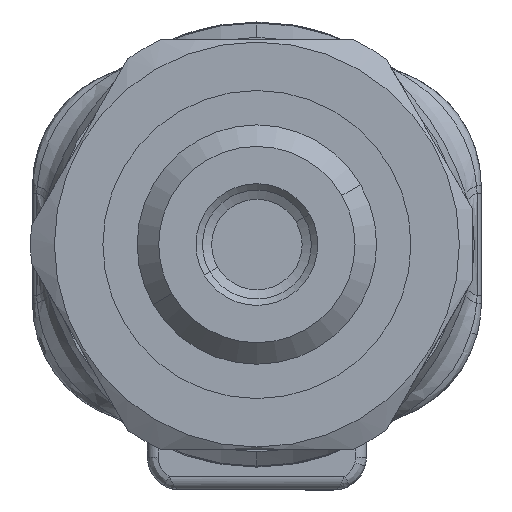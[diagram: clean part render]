
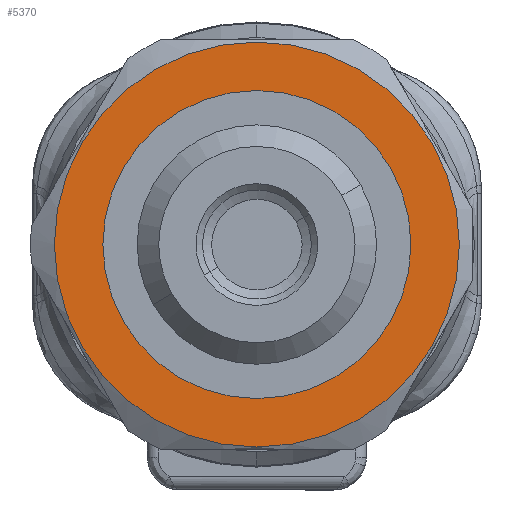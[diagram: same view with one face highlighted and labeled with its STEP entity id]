
A CAD part, front view. The second image highlights one B-rep face of the part: STEP entity #5370.
In plain terms, the highlighted planar face has unit normal (0, -1, 0).
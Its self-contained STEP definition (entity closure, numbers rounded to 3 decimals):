
#8 = DIRECTION ( 'NONE',  ( 0., -1., 0. ) ) ;
#18 = DIRECTION ( 'NONE',  ( 0., 0., -1. ) ) ;
#136 = CARTESIAN_POINT ( 'NONE',  ( 0., 12., 0. ) ) ;
#147 = ORIENTED_EDGE ( 'NONE', *, *, #4389, .F. ) ;
#844 = AXIS2_PLACEMENT_3D ( 'NONE', #8423, #6367, #5367 ) ;
#1377 = FACE_OUTER_BOUND ( 'NONE', #6035, .T. ) ;
#1786 = VERTEX_POINT ( 'NONE', #5994 ) ;
#2411 = ORIENTED_EDGE ( 'NONE', *, *, #4266, .T. ) ;
#2556 = CARTESIAN_POINT ( 'NONE',  ( 0., 12., 0. ) ) ;
#3153 = DIRECTION ( 'NONE',  ( 0., 0., -1. ) ) ;
#3245 = EDGE_CURVE ( 'NONE', #12843, #1786, #11409, .T. ) ;
#3405 = AXIS2_PLACEMENT_3D ( 'NONE', #9302, #3915, #13409 ) ;
#3842 = CARTESIAN_POINT ( 'NONE',  ( 0., 12., -7.15 ) ) ;
#3915 = DIRECTION ( 'NONE',  ( 0., -1., 0. ) ) ;
#3993 = VERTEX_POINT ( 'NONE', #7691 ) ;
#4266 = EDGE_CURVE ( 'NONE', #3993, #4322, #11673, .T. ) ;
#4322 = VERTEX_POINT ( 'NONE', #11273 ) ;
#4389 = EDGE_CURVE ( 'NONE', #1786, #12843, #8897, .T. ) ;
#4534 = ORIENTED_EDGE ( 'NONE', *, *, #12623, .T. ) ;
#5367 = DIRECTION ( 'NONE',  ( 0., 0., -1. ) ) ;
#5370 = ADVANCED_FACE ( 'NONE', ( #1377, #10356 ), #13522, .T. ) ;
#5994 = CARTESIAN_POINT ( 'NONE',  ( 0., 12., 7.15 ) ) ;
#6035 = EDGE_LOOP ( 'NONE', ( #4534, #2411 ) ) ;
#6257 = DIRECTION ( 'NONE',  ( 0., -1., 0. ) ) ;
#6367 = DIRECTION ( 'NONE',  ( 0., -1., 0. ) ) ;
#7255 = CARTESIAN_POINT ( 'NONE',  ( 7.15, 12., 0. ) ) ;
#7482 = CIRCLE ( 'NONE', #8280, 9.4 ) ;
#7662 = ORIENTED_EDGE ( 'NONE', *, *, #3245, .F. ) ;
#7691 = CARTESIAN_POINT ( 'NONE',  ( 0., 12., -9.4 ) ) ;
#8100 = AXIS2_PLACEMENT_3D ( 'NONE', #136, #8, #3153 ) ;
#8280 = AXIS2_PLACEMENT_3D ( 'NONE', #2556, #13013, #10825 ) ;
#8423 = CARTESIAN_POINT ( 'NONE',  ( 0., 12., 0. ) ) ;
#8897 = CIRCLE ( 'NONE', #844, 7.15 ) ;
#9302 = CARTESIAN_POINT ( 'NONE',  ( 0., 12., 0. ) ) ;
#10356 = FACE_BOUND ( 'NONE', #12477, .T. ) ;
#10825 = DIRECTION ( 'NONE',  ( 0., 0., -1. ) ) ;
#11273 = CARTESIAN_POINT ( 'NONE',  ( 0., 12., 9.4 ) ) ;
#11409 = CIRCLE ( 'NONE', #8100, 7.15 ) ;
#11673 = CIRCLE ( 'NONE', #3405, 9.4 ) ;
#12477 = EDGE_LOOP ( 'NONE', ( #7662, #147 ) ) ;
#12623 = EDGE_CURVE ( 'NONE', #4322, #3993, #7482, .T. ) ;
#12843 = VERTEX_POINT ( 'NONE', #3842 ) ;
#12857 = AXIS2_PLACEMENT_3D ( 'NONE', #7255, #6257, #18 ) ;
#13013 = DIRECTION ( 'NONE',  ( 0., -1., 0. ) ) ;
#13409 = DIRECTION ( 'NONE',  ( 0., 0., -1. ) ) ;
#13522 = PLANE ( 'NONE',  #12857 ) ;
